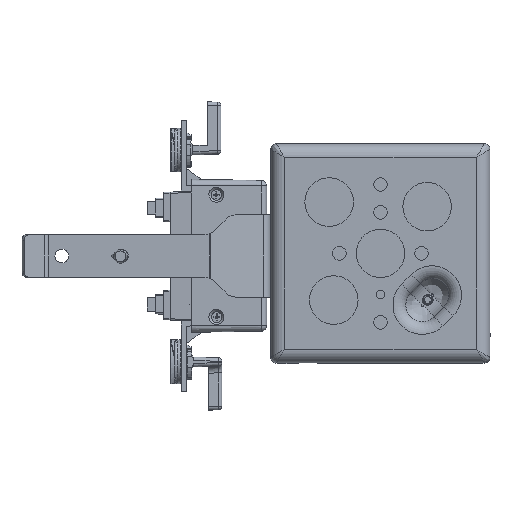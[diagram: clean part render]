
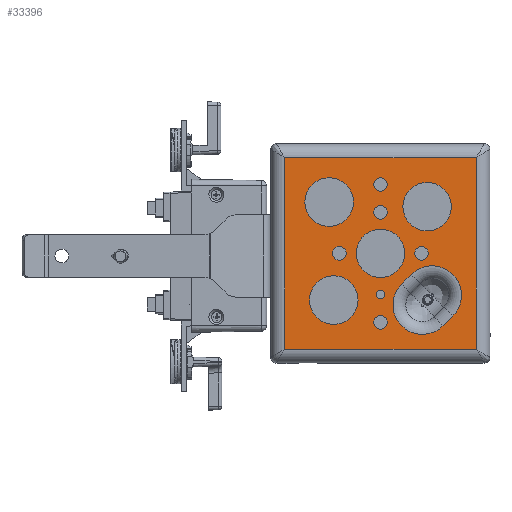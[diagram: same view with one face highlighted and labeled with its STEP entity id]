
A CAD part, left-side view. The second image highlights one B-rep face of the part: STEP entity #33396.
In plain terms, the highlighted face is planar.
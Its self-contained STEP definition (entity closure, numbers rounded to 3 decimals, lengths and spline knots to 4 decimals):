
#906=FACE_BOUND('',#6705,.T.);
#907=FACE_BOUND('',#6706,.T.);
#908=FACE_BOUND('',#6707,.T.);
#909=FACE_BOUND('',#6708,.T.);
#910=FACE_BOUND('',#6709,.T.);
#911=FACE_BOUND('',#6710,.T.);
#912=FACE_BOUND('',#6711,.T.);
#913=FACE_BOUND('',#6712,.T.);
#914=FACE_BOUND('',#6713,.T.);
#915=FACE_BOUND('',#6714,.T.);
#916=FACE_BOUND('',#6715,.T.);
#1592=CIRCLE('',#36711,0.125);
#1594=CIRCLE('',#36714,0.125);
#1596=CIRCLE('',#36717,0.125);
#1598=CIRCLE('',#36720,0.075);
#1600=CIRCLE('',#36723,0.125);
#1602=CIRCLE('',#36726,0.125);
#1609=CIRCLE('',#36735,0.5373);
#1629=CIRCLE('',#36757,0.4425);
#1631=CIRCLE('',#36760,0.4425);
#1633=CIRCLE('',#36763,0.4425);
#1635=CIRCLE('',#36766,0.4425);
#1726=CIRCLE('',#36911,0.5373);
#3092=PLANE('',#36910);
#4764=FACE_OUTER_BOUND('',#6704,.T.);
#6704=EDGE_LOOP('',(#28661,#28662,#28663,#28664));
#6705=EDGE_LOOP('',(#28665));
#6706=EDGE_LOOP('',(#28666));
#6707=EDGE_LOOP('',(#28667));
#6708=EDGE_LOOP('',(#28668));
#6709=EDGE_LOOP('',(#28669));
#6710=EDGE_LOOP('',(#28670));
#6711=EDGE_LOOP('',(#28671,#28672,#28673,#28674));
#6712=EDGE_LOOP('',(#28675));
#6713=EDGE_LOOP('',(#28676));
#6714=EDGE_LOOP('',(#28677));
#6715=EDGE_LOOP('',(#28678));
#9361=LINE('',#64767,#11969);
#9362=LINE('',#64769,#11970);
#9363=LINE('',#64771,#11971);
#9364=LINE('',#64772,#11972);
#9365=LINE('',#64774,#11973);
#9366=LINE('',#64777,#11974);
#11969=VECTOR('',#45054,39.3701);
#11970=VECTOR('',#45055,39.3701);
#11971=VECTOR('',#45056,39.3701);
#11972=VECTOR('',#45057,39.3701);
#11973=VECTOR('',#45058,39.3701);
#11974=VECTOR('',#45061,39.3701);
#15249=VERTEX_POINT('',#63554);
#15251=VERTEX_POINT('',#63560);
#15253=VERTEX_POINT('',#63566);
#15255=VERTEX_POINT('',#63572);
#15257=VERTEX_POINT('',#63578);
#15259=VERTEX_POINT('',#63584);
#15269=VERTEX_POINT('',#63644);
#15270=VERTEX_POINT('',#63646);
#15287=VERTEX_POINT('',#63745);
#15289=VERTEX_POINT('',#63751);
#15291=VERTEX_POINT('',#63757);
#15293=VERTEX_POINT('',#63763);
#15450=VERTEX_POINT('',#64765);
#15451=VERTEX_POINT('',#64766);
#15452=VERTEX_POINT('',#64768);
#15453=VERTEX_POINT('',#64770);
#15454=VERTEX_POINT('',#64773);
#15455=VERTEX_POINT('',#64775);
#19674=EDGE_CURVE('',#15249,#15249,#1592,.T.);
#19677=EDGE_CURVE('',#15251,#15251,#1594,.T.);
#19680=EDGE_CURVE('',#15253,#15253,#1596,.T.);
#19683=EDGE_CURVE('',#15255,#15255,#1598,.T.);
#19686=EDGE_CURVE('',#15257,#15257,#1600,.T.);
#19689=EDGE_CURVE('',#15259,#15259,#1602,.T.);
#19701=EDGE_CURVE('',#15270,#15269,#1609,.T.);
#19721=EDGE_CURVE('',#15287,#15287,#1629,.T.);
#19724=EDGE_CURVE('',#15289,#15289,#1631,.T.);
#19727=EDGE_CURVE('',#15291,#15291,#1633,.T.);
#19730=EDGE_CURVE('',#15293,#15293,#1635,.T.);
#19944=EDGE_CURVE('',#15450,#15451,#9361,.T.);
#19945=EDGE_CURVE('',#15451,#15452,#9362,.T.);
#19946=EDGE_CURVE('',#15452,#15453,#9363,.T.);
#19947=EDGE_CURVE('',#15453,#15450,#9364,.T.);
#19948=EDGE_CURVE('',#15269,#15454,#9365,.T.);
#19949=EDGE_CURVE('',#15454,#15455,#1726,.T.);
#19950=EDGE_CURVE('',#15455,#15270,#9366,.T.);
#28661=ORIENTED_EDGE('',*,*,#19944,.T.);
#28662=ORIENTED_EDGE('',*,*,#19945,.T.);
#28663=ORIENTED_EDGE('',*,*,#19946,.T.);
#28664=ORIENTED_EDGE('',*,*,#19947,.T.);
#28665=ORIENTED_EDGE('',*,*,#19674,.T.);
#28666=ORIENTED_EDGE('',*,*,#19677,.T.);
#28667=ORIENTED_EDGE('',*,*,#19680,.T.);
#28668=ORIENTED_EDGE('',*,*,#19683,.T.);
#28669=ORIENTED_EDGE('',*,*,#19686,.T.);
#28670=ORIENTED_EDGE('',*,*,#19689,.T.);
#28671=ORIENTED_EDGE('',*,*,#19701,.T.);
#28672=ORIENTED_EDGE('',*,*,#19948,.T.);
#28673=ORIENTED_EDGE('',*,*,#19949,.T.);
#28674=ORIENTED_EDGE('',*,*,#19950,.T.);
#28675=ORIENTED_EDGE('',*,*,#19721,.T.);
#28676=ORIENTED_EDGE('',*,*,#19724,.T.);
#28677=ORIENTED_EDGE('',*,*,#19727,.T.);
#28678=ORIENTED_EDGE('',*,*,#19730,.T.);
#33396=ADVANCED_FACE('',(#4764,#906,#907,#908,#909,#910,#911,#912,#913,
#914,#915,#916),#3092,.F.);
#36711=AXIS2_PLACEMENT_3D('',#63555,#44538,#44539);
#36714=AXIS2_PLACEMENT_3D('',#63561,#44545,#44546);
#36717=AXIS2_PLACEMENT_3D('',#63567,#44552,#44553);
#36720=AXIS2_PLACEMENT_3D('',#63573,#44559,#44560);
#36723=AXIS2_PLACEMENT_3D('',#63579,#44566,#44567);
#36726=AXIS2_PLACEMENT_3D('',#63585,#44573,#44574);
#36735=AXIS2_PLACEMENT_3D('',#63647,#44593,#44594);
#36757=AXIS2_PLACEMENT_3D('',#63746,#44637,#44638);
#36760=AXIS2_PLACEMENT_3D('',#63752,#44644,#44645);
#36763=AXIS2_PLACEMENT_3D('',#63758,#44651,#44652);
#36766=AXIS2_PLACEMENT_3D('',#63764,#44658,#44659);
#36910=AXIS2_PLACEMENT_3D('',#64764,#45052,#45053);
#36911=AXIS2_PLACEMENT_3D('',#64776,#45059,#45060);
#44538=DIRECTION('center_axis',(0.,0.,1.));
#44539=DIRECTION('ref_axis',(1.,0.,0.));
#44545=DIRECTION('center_axis',(0.,0.,1.));
#44546=DIRECTION('ref_axis',(1.,0.,0.));
#44552=DIRECTION('center_axis',(0.,0.,1.));
#44553=DIRECTION('ref_axis',(-1.,0.,0.));
#44559=DIRECTION('center_axis',(0.,0.,1.));
#44560=DIRECTION('ref_axis',(1.,0.,0.));
#44566=DIRECTION('center_axis',(0.,0.,1.));
#44567=DIRECTION('ref_axis',(1.,0.,0.));
#44573=DIRECTION('center_axis',(0.,0.,1.));
#44574=DIRECTION('ref_axis',(1.,0.,0.));
#44593=DIRECTION('center_axis',(0.,0.,1.));
#44594=DIRECTION('ref_axis',(1.,0.,0.));
#44637=DIRECTION('center_axis',(0.,0.,1.));
#44638=DIRECTION('ref_axis',(1.,0.,0.));
#44644=DIRECTION('center_axis',(0.,0.,1.));
#44645=DIRECTION('ref_axis',(1.,0.,0.));
#44651=DIRECTION('center_axis',(0.,0.,1.));
#44652=DIRECTION('ref_axis',(1.,0.,0.));
#44658=DIRECTION('center_axis',(0.,0.,1.));
#44659=DIRECTION('ref_axis',(1.,0.,0.));
#45052=DIRECTION('center_axis',(0.,0.,1.));
#45053=DIRECTION('ref_axis',(1.,0.,0.));
#45054=DIRECTION('',(1.,0.,0.));
#45055=DIRECTION('',(0.,-1.,0.));
#45056=DIRECTION('',(-1.,0.,0.));
#45057=DIRECTION('',(0.,1.,0.));
#45058=DIRECTION('',(-0.707,-0.707,0.));
#45059=DIRECTION('center_axis',(0.,0.,1.));
#45060=DIRECTION('ref_axis',(1.,0.,0.));
#45061=DIRECTION('',(0.707,0.707,0.));
#63554=CARTESIAN_POINT('',(-0.875,0.,-0.75));
#63555=CARTESIAN_POINT('Origin',(-0.75,0.,-0.75));
#63560=CARTESIAN_POINT('',(-0.125,-0.75,-0.75));
#63561=CARTESIAN_POINT('Origin',(0.,-0.75,-0.75));
#63566=CARTESIAN_POINT('',(-1.383,0.,-0.75));
#63567=CARTESIAN_POINT('Origin',(-1.258,0.,-0.75));
#63572=CARTESIAN_POINT('',(0.675,0.,-0.75));
#63573=CARTESIAN_POINT('Origin',(0.75,0.,-0.75));
#63578=CARTESIAN_POINT('',(-0.125,0.75,-0.75));
#63579=CARTESIAN_POINT('Origin',(0.,0.75,-0.75));
#63584=CARTESIAN_POINT('',(1.133,0.,-0.75));
#63585=CARTESIAN_POINT('Origin',(1.258,0.,-0.75));
#63644=CARTESIAN_POINT('',(0.5623,-0.3855,-0.75));
#63646=CARTESIAN_POINT('',(1.3222,-1.1454,-0.75));
#63647=CARTESIAN_POINT('Origin',(0.9422,-0.7654,-0.75));
#63745=CARTESIAN_POINT('',(-1.3794,0.9369,-0.75));
#63746=CARTESIAN_POINT('Origin',(-0.9369,0.9369,-0.75));
#63751=CARTESIAN_POINT('',(-1.2946,-0.8521,-0.75));
#63752=CARTESIAN_POINT('Origin',(-0.8521,-0.8521,
-0.75));
#63757=CARTESIAN_POINT('',(0.4096,0.8521,-0.75));
#63758=CARTESIAN_POINT('Origin',(0.8521,0.8521,-0.75));
#63763=CARTESIAN_POINT('',(-0.4425,0.,-0.75));
#63764=CARTESIAN_POINT('Origin',(0.,0.,-0.75));
#64764=CARTESIAN_POINT('Origin',(1.9,-1.9,-0.75));
#64765=CARTESIAN_POINT('',(-1.75,1.75,-0.75));
#64766=CARTESIAN_POINT('',(1.75,1.75,-0.75));
#64767=CARTESIAN_POINT('',(1.9,1.75,-0.75));
#64768=CARTESIAN_POINT('',(1.75,-1.75,-0.75));
#64769=CARTESIAN_POINT('',(1.75,-1.9,-0.75));
#64770=CARTESIAN_POINT('',(-1.75,-1.75,-0.75));
#64771=CARTESIAN_POINT('',(1.9,-1.75,-0.75));
#64772=CARTESIAN_POINT('',(-1.75,-1.9,-0.75));
#64773=CARTESIAN_POINT('',(0.3855,-0.5623,-0.75));
#64774=CARTESIAN_POINT('',(0.4739,-0.4739,-0.75));
#64775=CARTESIAN_POINT('',(1.1454,-1.3222,-0.75));
#64776=CARTESIAN_POINT('Origin',(0.7654,-0.9422,-0.75));
#64777=CARTESIAN_POINT('',(1.2338,-1.2338,-0.75));
